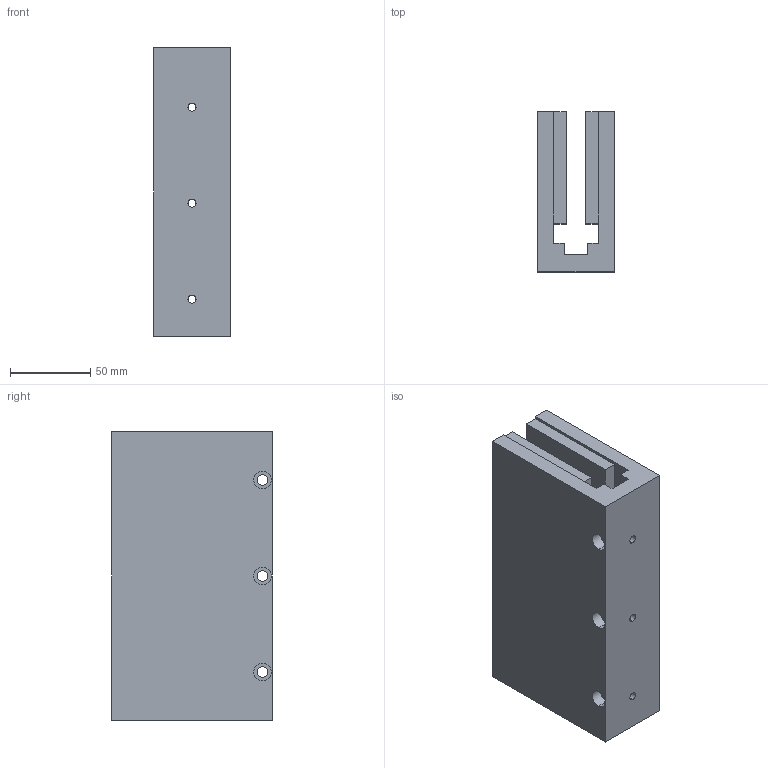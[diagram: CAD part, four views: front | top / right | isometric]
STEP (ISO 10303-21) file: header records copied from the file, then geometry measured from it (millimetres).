
FILE_DESCRIPTION (( 'STEP AP203' ), '1' );
FILE_NAME ('ZWU-60A-180MNS-MODEL-A01.step', '2022-09-08T12:52:48', ( '' ), ( '' ), 'SwSTEP 2.0', 'SolidWorks 2020', '' );
FILE_SCHEMA (( 'CONFIG_CONTROL_DESIGN' ));
Length unit declared in the file: millimetre
Products named in the file (1): ZWU-60A-180MNS-MODEL-A01
Bounding box: 48 x 100.2 x 180 mm (x, y, z)
Volume: 604538 mm3; surface area: 112588.4 mm2
Topology: 1 solids, 1 shells, 104 faces, 252 edges, 168 vertices
Faces by surface type: plane 80, cylinder 24
Entity records: 3125 total; most frequent: CARTESIAN_POINT 525, DIRECTION 510, ORIENTED_EDGE 504, EDGE_CURVE 252, LINE 204, VECTOR 204, VERTEX_POINT 168, AXIS2_PLACEMENT_3D 153
